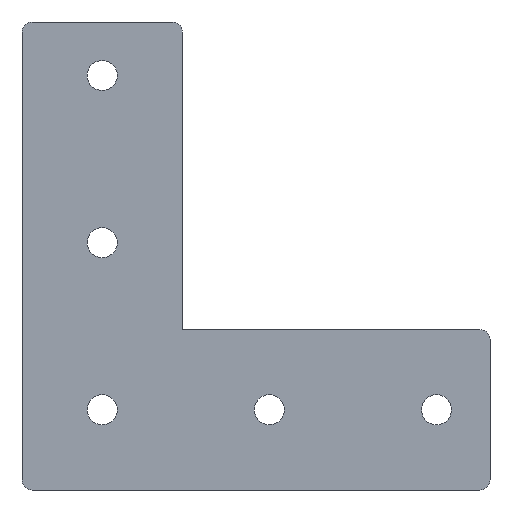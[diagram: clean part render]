
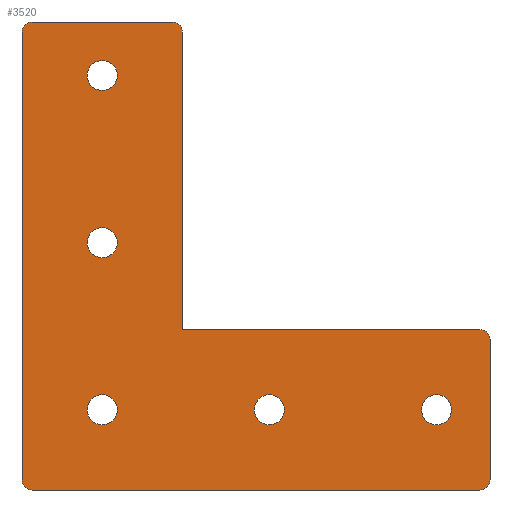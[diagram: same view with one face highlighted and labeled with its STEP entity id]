
A CAD part, front view. The second image highlights one B-rep face of the part: STEP entity #3520.
In plain terms, the highlighted planar face has unit normal (0, -1, 0).
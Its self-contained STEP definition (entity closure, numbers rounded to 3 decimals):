
#1770=CARTESIAN_POINT('',(13.031,-6.,46.));
#1780=DIRECTION('',(0.,-1.,0.));
#1790=DIRECTION('',(1.,0.,0.));
#1800=AXIS2_PLACEMENT_3D('',#1770,#1780,#1790);
#1810=PLANE('',#1800);
#1820=CARTESIAN_POINT('',(0.,-6.,0.));
#1830=DIRECTION('',(0.,-1.,0.));
#1840=DIRECTION('',(1.,0.,0.));
#1850=AXIS2_PLACEMENT_3D('',#1820,#1830,#1840);
#1860=CIRCLE('',#1850,4.5);
#1870=CARTESIAN_POINT('',(4.5,-6.,0.));
#1880=VERTEX_POINT('',#1870);
#1890=CARTESIAN_POINT('',(-4.5,-6.,0.));
#1900=VERTEX_POINT('',#1890);
#1910=EDGE_CURVE('',#1880,#1900,#1860,.T.);
#1920=ORIENTED_EDGE('',*,*,#1910,.F.);
#1930=EDGE_CURVE('',#1900,#1880,#1860,.T.);
#1940=ORIENTED_EDGE('',*,*,#1930,.F.);
#1950=EDGE_LOOP('',(#1940,#1920));
#1960=FACE_BOUND('',#1950,.T.);
#1970=CARTESIAN_POINT('',(0.,-6.,50.));
#1980=DIRECTION('',(0.,-1.,0.));
#1990=DIRECTION('',(1.,0.,0.));
#2000=AXIS2_PLACEMENT_3D('',#1970,#1980,#1990);
#2010=CIRCLE('',#2000,4.5);
#2020=CARTESIAN_POINT('',(4.5,-6.,50.));
#2030=VERTEX_POINT('',#2020);
#2040=CARTESIAN_POINT('',(-4.5,-6.,50.));
#2050=VERTEX_POINT('',#2040);
#2060=EDGE_CURVE('',#2030,#2050,#2010,.T.);
#2070=ORIENTED_EDGE('',*,*,#2060,.F.);
#2080=EDGE_CURVE('',#2050,#2030,#2010,.T.);
#2090=ORIENTED_EDGE('',*,*,#2080,.F.);
#2100=EDGE_LOOP('',(#2090,#2070));
#2110=FACE_BOUND('',#2100,.T.);
#2120=CARTESIAN_POINT('',(0.,-6.,100.));
#2130=DIRECTION('',(0.,-1.,0.));
#2140=DIRECTION('',(1.,0.,0.));
#2150=AXIS2_PLACEMENT_3D('',#2120,#2130,#2140);
#2160=CIRCLE('',#2150,4.5);
#2170=CARTESIAN_POINT('',(4.5,-6.,100.));
#2180=VERTEX_POINT('',#2170);
#2190=CARTESIAN_POINT('',(-4.5,-6.,100.));
#2200=VERTEX_POINT('',#2190);
#2210=EDGE_CURVE('',#2180,#2200,#2160,.T.);
#2220=ORIENTED_EDGE('',*,*,#2210,.F.);
#2230=EDGE_CURVE('',#2200,#2180,#2160,.T.);
#2240=ORIENTED_EDGE('',*,*,#2230,.F.);
#2250=EDGE_LOOP('',(#2240,#2220));
#2260=FACE_BOUND('',#2250,.T.);
#2270=CARTESIAN_POINT('',(100.,-6.,0.));
#2280=DIRECTION('',(0.,-1.,0.));
#2290=DIRECTION('',(1.,0.,0.));
#2300=AXIS2_PLACEMENT_3D('',#2270,#2280,#2290);
#2310=CIRCLE('',#2300,4.5);
#2320=CARTESIAN_POINT('',(104.5,-6.,0.));
#2330=VERTEX_POINT('',#2320);
#2340=CARTESIAN_POINT('',(95.5,-6.,0.));
#2350=VERTEX_POINT('',#2340);
#2360=EDGE_CURVE('',#2330,#2350,#2310,.T.);
#2370=ORIENTED_EDGE('',*,*,#2360,.F.);
#2380=EDGE_CURVE('',#2350,#2330,#2310,.T.);
#2390=ORIENTED_EDGE('',*,*,#2380,.F.);
#2400=EDGE_LOOP('',(#2390,#2370));
#2410=FACE_BOUND('',#2400,.T.);
#2420=CARTESIAN_POINT('',(50.,-6.,0.));
#2430=DIRECTION('',(0.,-1.,0.));
#2440=DIRECTION('',(1.,0.,0.));
#2450=AXIS2_PLACEMENT_3D('',#2420,#2430,#2440);
#2460=CIRCLE('',#2450,4.5);
#2470=CARTESIAN_POINT('',(54.5,-6.,0.));
#2480=VERTEX_POINT('',#2470);
#2490=CARTESIAN_POINT('',(45.5,-6.,0.));
#2500=VERTEX_POINT('',#2490);
#2510=EDGE_CURVE('',#2480,#2500,#2460,.T.);
#2520=ORIENTED_EDGE('',*,*,#2510,.F.);
#2530=EDGE_CURVE('',#2500,#2480,#2460,.T.);
#2540=ORIENTED_EDGE('',*,*,#2530,.F.);
#2550=EDGE_LOOP('',(#2540,#2520));
#2560=FACE_BOUND('',#2550,.T.);
#2570=CARTESIAN_POINT('',(0.,-6.,24.));
#2580=DIRECTION('',(1.,0.,0.));
#2590=VECTOR('',#2580,1.);
#2600=LINE('',#2570,#2590);
#2610=CARTESIAN_POINT('',(24.,-6.,24.));
#2620=VERTEX_POINT('',#2610);
#2630=CARTESIAN_POINT('',(113.,-6.,24.));
#2640=VERTEX_POINT('',#2630);
#2650=EDGE_CURVE('',#2620,#2640,#2600,.T.);
#2660=ORIENTED_EDGE('',*,*,#2650,.F.);
#2670=CARTESIAN_POINT('',(113.,-6.,21.));
#2680=DIRECTION('',(0.,1.,0.));
#2690=DIRECTION('',(-1.,0.,0.));
#2700=AXIS2_PLACEMENT_3D('',#2670,#2680,#2690);
#2710=CIRCLE('',#2700,3.);
#2720=CARTESIAN_POINT('',(116.,-6.,21.));
#2730=VERTEX_POINT('',#2720);
#2740=EDGE_CURVE('',#2640,#2730,#2710,.T.);
#2750=ORIENTED_EDGE('',*,*,#2740,.F.);
#2760=CARTESIAN_POINT('',(116.,-6.,0.));
#2770=DIRECTION('',(0.,0.,-1.));
#2780=VECTOR('',#2770,1.);
#2790=LINE('',#2760,#2780);
#2800=CARTESIAN_POINT('',(116.,-6.,-21.));
#2810=VERTEX_POINT('',#2800);
#2820=EDGE_CURVE('',#2730,#2810,#2790,.T.);
#2830=ORIENTED_EDGE('',*,*,#2820,.F.);
#2840=CARTESIAN_POINT('',(113.,-6.,-21.));
#2850=DIRECTION('',(0.,1.,0.));
#2860=DIRECTION('',(-1.,0.,0.));
#2870=AXIS2_PLACEMENT_3D('',#2840,#2850,#2860);
#2880=CIRCLE('',#2870,3.);
#2890=CARTESIAN_POINT('',(113.,-6.,-24.));
#2900=VERTEX_POINT('',#2890);
#2910=EDGE_CURVE('',#2810,#2900,#2880,.T.);
#2920=ORIENTED_EDGE('',*,*,#2910,.F.);
#2930=CARTESIAN_POINT('',(0.,-6.,-24.));
#2940=DIRECTION('',(-1.,0.,0.));
#2950=VECTOR('',#2940,1.);
#2960=LINE('',#2930,#2950);
#2970=CARTESIAN_POINT('',(-21.,-6.,-24.));
#2980=VERTEX_POINT('',#2970);
#2990=EDGE_CURVE('',#2900,#2980,#2960,.T.);
#3000=ORIENTED_EDGE('',*,*,#2990,.F.);
#3010=CARTESIAN_POINT('',(-21.,-6.,-21.));
#3020=DIRECTION('',(0.,1.,0.));
#3030=DIRECTION('',(-1.,0.,0.));
#3040=AXIS2_PLACEMENT_3D('',#3010,#3020,#3030);
#3050=CIRCLE('',#3040,3.);
#3060=CARTESIAN_POINT('',(-24.,-6.,-21.));
#3070=VERTEX_POINT('',#3060);
#3080=EDGE_CURVE('',#2980,#3070,#3050,.T.);
#3090=ORIENTED_EDGE('',*,*,#3080,.F.);
#3100=CARTESIAN_POINT('',(-24.,-6.,0.));
#3110=DIRECTION('',(0.,0.,1.));
#3120=VECTOR('',#3110,1.);
#3130=LINE('',#3100,#3120);
#3140=CARTESIAN_POINT('',(-24.,-6.,113.));
#3150=VERTEX_POINT('',#3140);
#3160=EDGE_CURVE('',#3070,#3150,#3130,.T.);
#3170=ORIENTED_EDGE('',*,*,#3160,.F.);
#3180=CARTESIAN_POINT('',(-21.,-6.,113.));
#3190=DIRECTION('',(0.,1.,0.));
#3200=DIRECTION('',(-1.,0.,0.));
#3210=AXIS2_PLACEMENT_3D('',#3180,#3190,#3200);
#3220=CIRCLE('',#3210,3.);
#3230=CARTESIAN_POINT('',(-21.,-6.,116.));
#3240=VERTEX_POINT('',#3230);
#3250=EDGE_CURVE('',#3150,#3240,#3220,.T.);
#3260=ORIENTED_EDGE('',*,*,#3250,.F.);
#3270=CARTESIAN_POINT('',(0.,-6.,116.));
#3280=DIRECTION('',(1.,0.,0.));
#3290=VECTOR('',#3280,1.);
#3300=LINE('',#3270,#3290);
#3310=CARTESIAN_POINT('',(21.,-6.,116.));
#3320=VERTEX_POINT('',#3310);
#3330=EDGE_CURVE('',#3240,#3320,#3300,.T.);
#3340=ORIENTED_EDGE('',*,*,#3330,.F.);
#3350=CARTESIAN_POINT('',(21.,-6.,113.));
#3360=DIRECTION('',(0.,1.,0.));
#3370=DIRECTION('',(-1.,0.,0.));
#3380=AXIS2_PLACEMENT_3D('',#3350,#3360,#3370);
#3390=CIRCLE('',#3380,3.);
#3400=CARTESIAN_POINT('',(24.,-6.,113.));
#3410=VERTEX_POINT('',#3400);
#3420=EDGE_CURVE('',#3320,#3410,#3390,.T.);
#3430=ORIENTED_EDGE('',*,*,#3420,.F.);
#3440=CARTESIAN_POINT('',(24.,-6.,0.));
#3450=DIRECTION('',(0.,0.,-1.));
#3460=VECTOR('',#3450,1.);
#3470=LINE('',#3440,#3460);
#3480=EDGE_CURVE('',#3410,#2620,#3470,.T.);
#3490=ORIENTED_EDGE('',*,*,#3480,.F.);
#3500=EDGE_LOOP('',(#3490,#3430,#3340,#3260,#3170,#3090,#3000,#2920,
#2830,#2750,#2660));
#3510=FACE_OUTER_BOUND('',#3500,.T.);
#3520=ADVANCED_FACE('',(#1960,#2110,#2260,#2410,#2560,#3510),#1810,.T.);
